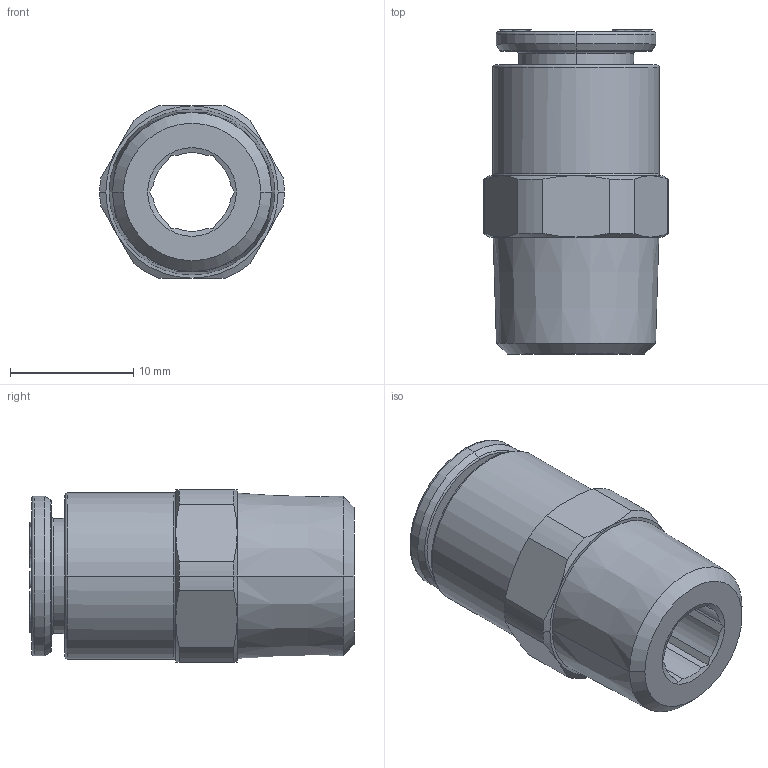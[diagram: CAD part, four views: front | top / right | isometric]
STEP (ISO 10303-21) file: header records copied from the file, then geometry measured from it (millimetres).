
FILE_DESCRIPTION(('STEP AP214'),'1');
FILE_NAME('6805_08_13.stp','2016-07-07T14:41:09',('TraceParts'),('TraceParts S.A.'),'Spatial InterOp 3D',' ',' ');
FILE_SCHEMA(('automotive_design'));
Length unit declared in the file: millimetre
Products named in the file (6): 6805 08 13|44108-18_ASM_926#44108-18_ASM|44108-31_922#44108-31;Solide1; 6805 08 13|44108-18_ASM_926#44108-18_ASM|44108_923#44108;Solide1; 6805 08 13|44108-18_ASM_926#44108-18_ASM|44108-30_924#44108-30;Solide1; 6805 08 13|44108-18_ASM_926#44108-18_ASM|44108-40_925#44108-40;Solide1; 6805 08 13|44708-11_921#44708-11;Solide1; 6805 08 13|44108-11-10-ASM_927#44108-11-10-ASM;Solide1
Bounding box: 15 x 26.35 x 14 mm (x, y, z)
Volume: 2346.1 mm3; surface area: 3635.1 mm2
Topology: 6 solids, 6 shells, 717 faces, 1884 edges, 1208 vertices
Faces by surface type: plane 431, cone 103, cylinder 83, bspline 56, torus 42, sphere 2
Entity records: 30297 total; most frequent: CARTESIAN_POINT 6960, ORIENTED_EDGE 3764, DIRECTION 3431, EDGE_CURVE 1882, LINE 1299, VECTOR 1299, VERTEX_POINT 1208, AXIS2_PLACEMENT_3D 1066
